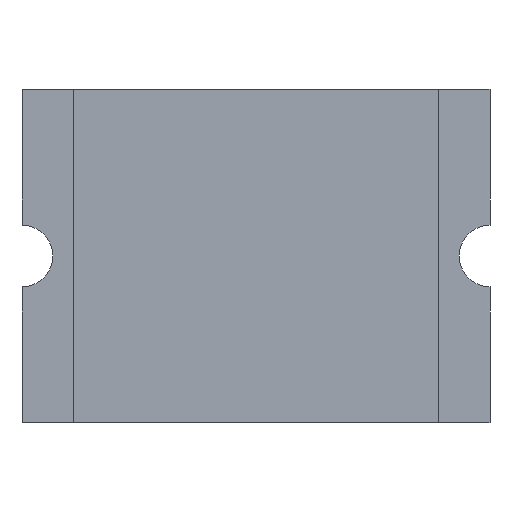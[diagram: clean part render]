
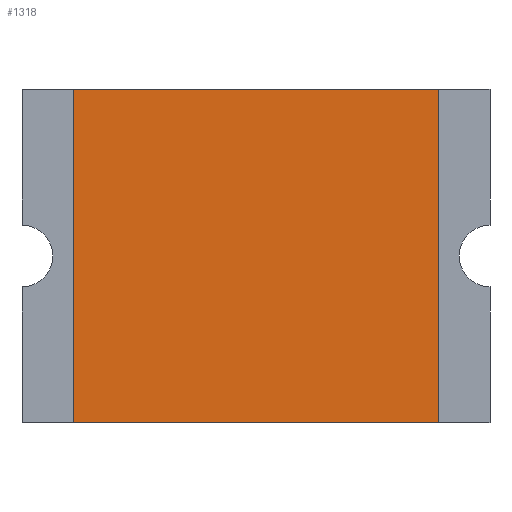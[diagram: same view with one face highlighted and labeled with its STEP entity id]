
A CAD part, front view. The second image highlights one B-rep face of the part: STEP entity #1318.
In plain terms, the highlighted planar face has unit normal (0, -1, 0).
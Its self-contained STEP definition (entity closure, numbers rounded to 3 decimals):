
#149=FACE_OUTER_BOUND('',#226,.T.);
#226=EDGE_LOOP('',(#880,#881,#882,#883));
#307=LINE('',#1662,#426);
#308=LINE('',#1664,#427);
#309=LINE('',#1666,#428);
#310=LINE('',#1667,#429);
#426=VECTOR('',#1457,10.);
#427=VECTOR('',#1458,10.);
#428=VECTOR('',#1459,10.);
#429=VECTOR('',#1460,10.);
#545=VERTEX_POINT('',#1660);
#546=VERTEX_POINT('',#1661);
#547=VERTEX_POINT('',#1663);
#548=VERTEX_POINT('',#1665);
#679=EDGE_CURVE('',#545,#546,#307,.T.);
#680=EDGE_CURVE('',#547,#546,#308,.T.);
#681=EDGE_CURVE('',#547,#548,#309,.T.);
#682=EDGE_CURVE('',#545,#548,#310,.T.);
#880=ORIENTED_EDGE('',*,*,#679,.T.);
#881=ORIENTED_EDGE('',*,*,#680,.F.);
#882=ORIENTED_EDGE('',*,*,#681,.T.);
#883=ORIENTED_EDGE('',*,*,#682,.F.);
#1282=PLANE('',#1411);
#1318=ADVANCED_FACE('',(#149),#1282,.F.);
#1411=AXIS2_PLACEMENT_3D('',#1659,#1455,#1456);
#1455=DIRECTION('center_axis',(0.,1.,0.));
#1456=DIRECTION('ref_axis',(1.,0.,0.));
#1457=DIRECTION('',(0.,0.,-1.));
#1458=DIRECTION('',(-1.,0.,0.));
#1459=DIRECTION('',(0.,0.,1.));
#1460=DIRECTION('',(1.,0.,0.));
#1659=CARTESIAN_POINT('Origin',(0.,0.,0.));
#1660=CARTESIAN_POINT('',(-1.775,0.,1.62));
#1661=CARTESIAN_POINT('',(-1.775,0.,-1.62));
#1662=CARTESIAN_POINT('',(-1.775,0.,0.81));
#1663=CARTESIAN_POINT('',(1.775,0.,-1.62));
#1664=CARTESIAN_POINT('',(2.275,0.,-1.62));
#1665=CARTESIAN_POINT('',(1.775,0.,1.62));
#1666=CARTESIAN_POINT('',(1.775,0.,-0.81));
#1667=CARTESIAN_POINT('',(-2.275,0.,1.62));
